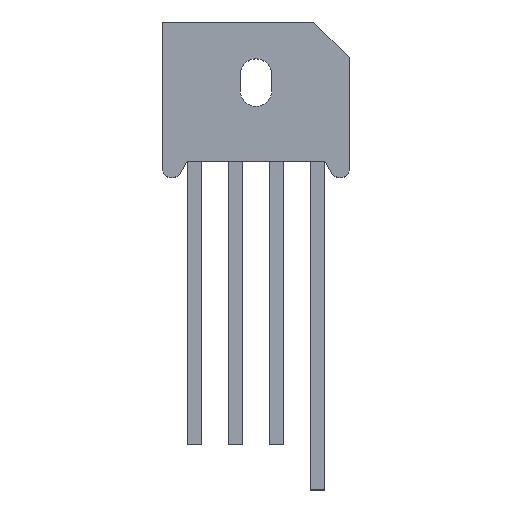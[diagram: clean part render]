
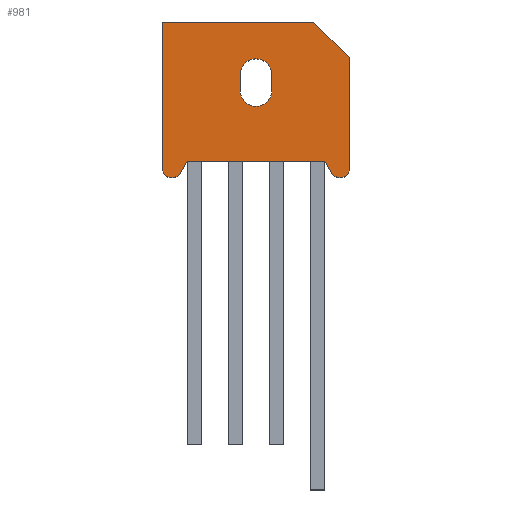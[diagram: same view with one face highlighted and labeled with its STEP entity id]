
A CAD part, top view. The second image highlights one B-rep face of the part: STEP entity #981.
In plain terms, the highlighted planar face has unit normal (0, 0, 1).
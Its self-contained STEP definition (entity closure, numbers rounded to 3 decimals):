
#11 = LINE ( 'NONE', #1534, #1215 ) ;
#18 = CARTESIAN_POINT ( 'NONE',  ( -10.289, -4.896, 3.425 ) ) ;
#20 = EDGE_CURVE ( 'NONE', #351, #1393, #504, .T. ) ;
#38 = VECTOR ( 'NONE', #1198, 1000. ) ;
#50 = EDGE_CURVE ( 'NONE', #959, #1092, #1316, .T. ) ;
#57 = EDGE_CURVE ( 'NONE', #254, #1397, #1623, .T. ) ;
#62 = AXIS2_PLACEMENT_3D ( 'NONE', #681, #1360, #921 ) ;
#70 = EDGE_LOOP ( 'NONE', ( #1232, #1060, #1324, #989 ) ) ;
#79 = EDGE_CURVE ( 'NONE', #1741, #1646, #803, .T. ) ;
#86 = CARTESIAN_POINT ( 'NONE',  ( 10.289, -3.896, 3.425 ) ) ;
#91 = CARTESIAN_POINT ( 'NONE',  ( 11.6, -3.896, 3.425 ) ) ;
#103 = FACE_OUTER_BOUND ( 'NONE', #1434, .T. ) ;
#111 = DIRECTION ( 'NONE',  ( 0., -1., 0. ) ) ;
#117 = CARTESIAN_POINT ( 'NONE',  ( 0., 0., 3.425 ) ) ;
#121 = VERTEX_POINT ( 'NONE', #683 ) ;
#128 = DIRECTION ( 'NONE',  ( 1., 0., 0. ) ) ;
#134 = LINE ( 'NONE', #557, #174 ) ;
#142 = CARTESIAN_POINT ( 'NONE',  ( 0., 14.404, 3.425 ) ) ;
#147 = CARTESIAN_POINT ( 'NONE',  ( 11.6, 9.954, 3.425 ) ) ;
#158 = EDGE_CURVE ( 'NONE', #293, #959, #955, .T. ) ;
#166 = VECTOR ( 'NONE', #180, 1000. ) ;
#167 = EDGE_CURVE ( 'NONE', #121, #924, #418, .T. ) ;
#174 = VECTOR ( 'NONE', #111, 1000. ) ;
#180 = DIRECTION ( 'NONE',  ( 0.5, 0.866, 0. ) ) ;
#202 = VECTOR ( 'NONE', #836, 1000. ) ;
#222 = CARTESIAN_POINT ( 'NONE',  ( 8.559, -2.899, 3.425 ) ) ;
#228 = DIRECTION ( 'NONE',  ( -0.5, 0.866, 0. ) ) ;
#235 = CARTESIAN_POINT ( 'NONE',  ( -1.975, 7.854, 3.425 ) ) ;
#237 = DIRECTION ( 'NONE',  ( 0.707, -0.707, 0. ) ) ;
#254 = VERTEX_POINT ( 'NONE', #825 ) ;
#262 = CARTESIAN_POINT ( 'NONE',  ( 10.777, 10.777, 3.425 ) ) ;
#270 = FACE_BOUND ( 'NONE', #70, .T. ) ;
#293 = VERTEX_POINT ( 'NONE', #147 ) ;
#296 = DIRECTION ( 'NONE',  ( 0., -1., 0. ) ) ;
#299 = CARTESIAN_POINT ( 'NONE',  ( 1.975, 7.854, 3.425 ) ) ;
#304 = CARTESIAN_POINT ( 'NONE',  ( -5.164, 2.981, 3.425 ) ) ;
#344 = DIRECTION ( 'NONE',  ( 0., 0., 1. ) ) ;
#351 = VERTEX_POINT ( 'NONE', #1388 ) ;
#352 = CARTESIAN_POINT ( 'NONE',  ( 0., 5.904, 3.425 ) ) ;
#353 = VERTEX_POINT ( 'NONE', #696 ) ;
#358 = VECTOR ( 'NONE', #1652, 1000. ) ;
#362 = DIRECTION ( 'NONE',  ( 0., 0., -1. ) ) ;
#381 = DIRECTION ( 'NONE',  ( 1., 0., 0. ) ) ;
#418 = LINE ( 'NONE', #142, #1377 ) ;
#432 = CIRCLE ( 'NONE', #1443, 1. ) ;
#464 = ORIENTED_EDGE ( 'NONE', *, *, #1275, .F. ) ;
#469 = LINE ( 'NONE', #304, #166 ) ;
#478 = DIRECTION ( 'NONE',  ( 1., 0., 0. ) ) ;
#485 = ORIENTED_EDGE ( 'NONE', *, *, #945, .T. ) ;
#498 = DIRECTION ( 'NONE',  ( 1., 0., 0. ) ) ;
#504 = CIRCLE ( 'NONE', #899, 1.975 ) ;
#531 = CARTESIAN_POINT ( 'NONE',  ( 0., -4.896, 3.425 ) ) ;
#532 = VERTEX_POINT ( 'NONE', #1779 ) ;
#556 = AXIS2_PLACEMENT_3D ( 'NONE', #117, #1350, #1221 ) ;
#557 = CARTESIAN_POINT ( 'NONE',  ( 1.975, 0., 3.425 ) ) ;
#566 = CARTESIAN_POINT ( 'NONE',  ( 9.423, -4.396, 3.425 ) ) ;
#575 = ORIENTED_EDGE ( 'NONE', *, *, #1270, .F. ) ;
#579 = AXIS2_PLACEMENT_3D ( 'NONE', #1044, #598, #1109 ) ;
#598 = DIRECTION ( 'NONE',  ( 0., 0., 1. ) ) ;
#603 = EDGE_CURVE ( 'NONE', #1022, #743, #1349, .T. ) ;
#625 = ORIENTED_EDGE ( 'NONE', *, *, #79, .T. ) ;
#645 = CIRCLE ( 'NONE', #1729, 1. ) ;
#671 = CARTESIAN_POINT ( 'NONE',  ( 10.6, -4.896, 3.425 ) ) ;
#674 = ORIENTED_EDGE ( 'NONE', *, *, #980, .F. ) ;
#681 = CARTESIAN_POINT ( 'NONE',  ( -10.6, -3.896, 3.425 ) ) ;
#683 = CARTESIAN_POINT ( 'NONE',  ( -11.6, 14.404, 3.425 ) ) ;
#696 = CARTESIAN_POINT ( 'NONE',  ( 10.289, -4.896, 3.425 ) ) ;
#722 = EDGE_CURVE ( 'NONE', #1142, #1646, #911, .T. ) ;
#725 = ORIENTED_EDGE ( 'NONE', *, *, #158, .F. ) ;
#726 = ORIENTED_EDGE ( 'NONE', *, *, #167, .F. ) ;
#743 = VERTEX_POINT ( 'NONE', #235 ) ;
#751 = EDGE_CURVE ( 'NONE', #743, #351, #11, .T. ) ;
#803 = LINE ( 'NONE', #1050, #38 ) ;
#806 = DIRECTION ( 'NONE',  ( 0., 0., -1. ) ) ;
#811 = CARTESIAN_POINT ( 'NONE',  ( -8.559, -2.899, 3.425 ) ) ;
#813 = VECTOR ( 'NONE', #237, 1000. ) ;
#825 = CARTESIAN_POINT ( 'NONE',  ( -10.6, -4.896, 3.425 ) ) ;
#836 = DIRECTION ( 'NONE',  ( 0., -1., 0. ) ) ;
#848 = EDGE_CURVE ( 'NONE', #1142, #353, #432, .T. ) ;
#899 = AXIS2_PLACEMENT_3D ( 'NONE', #352, #1595, #381 ) ;
#911 = LINE ( 'NONE', #1469, #1123 ) ;
#919 = CARTESIAN_POINT ( 'NONE',  ( -11.6, -3.896, 3.425 ) ) ;
#921 = DIRECTION ( 'NONE',  ( 1., 0., 0. ) ) ;
#924 = VERTEX_POINT ( 'NONE', #1239 ) ;
#944 = LINE ( 'NONE', #262, #813 ) ;
#945 = EDGE_CURVE ( 'NONE', #1594, #254, #1686, .T. ) ;
#947 = VECTOR ( 'NONE', #1635, 1000. ) ;
#955 = LINE ( 'NONE', #1643, #358 ) ;
#959 = VERTEX_POINT ( 'NONE', #91 ) ;
#980 = EDGE_CURVE ( 'NONE', #924, #293, #944, .T. ) ;
#981 = ADVANCED_FACE ( 'NONE', ( #103, #270 ), #1511, .T. ) ;
#989 = ORIENTED_EDGE ( 'NONE', *, *, #1063, .T. ) ;
#1022 = VERTEX_POINT ( 'NONE', #299 ) ;
#1031 = ORIENTED_EDGE ( 'NONE', *, *, #1145, .T. ) ;
#1038 = DIRECTION ( 'NONE',  ( 1., 0., 0. ) ) ;
#1044 = CARTESIAN_POINT ( 'NONE',  ( 0., 7.854, 3.425 ) ) ;
#1050 = CARTESIAN_POINT ( 'NONE',  ( 0., -2.899, 3.425 ) ) ;
#1060 = ORIENTED_EDGE ( 'NONE', *, *, #751, .F. ) ;
#1061 = CARTESIAN_POINT ( 'NONE',  ( -10.289, -3.896, 3.425 ) ) ;
#1063 = EDGE_CURVE ( 'NONE', #1022, #1393, #134, .T. ) ;
#1092 = VERTEX_POINT ( 'NONE', #671 ) ;
#1105 = CARTESIAN_POINT ( 'NONE',  ( -11.6, 0., 3.425 ) ) ;
#1109 = DIRECTION ( 'NONE',  ( 1., 0., 0. ) ) ;
#1123 = VECTOR ( 'NONE', #228, 1000. ) ;
#1142 = VERTEX_POINT ( 'NONE', #566 ) ;
#1145 = EDGE_CURVE ( 'NONE', #121, #1594, #1636, .T. ) ;
#1198 = DIRECTION ( 'NONE',  ( 1., 0., 0. ) ) ;
#1215 = VECTOR ( 'NONE', #296, 1000. ) ;
#1221 = DIRECTION ( 'NONE',  ( 1., 0., 0. ) ) ;
#1232 = ORIENTED_EDGE ( 'NONE', *, *, #20, .F. ) ;
#1239 = CARTESIAN_POINT ( 'NONE',  ( 7.15, 14.404, 3.425 ) ) ;
#1270 = EDGE_CURVE ( 'NONE', #532, #1397, #645, .T. ) ;
#1275 = EDGE_CURVE ( 'NONE', #1092, #353, #1372, .T. ) ;
#1316 = CIRCLE ( 'NONE', #1689, 1. ) ;
#1324 = ORIENTED_EDGE ( 'NONE', *, *, #603, .F. ) ;
#1349 = CIRCLE ( 'NONE', #579, 1.975 ) ;
#1350 = DIRECTION ( 'NONE',  ( 0., 0., 1. ) ) ;
#1360 = DIRECTION ( 'NONE',  ( 0., 0., 1. ) ) ;
#1372 = LINE ( 'NONE', #531, #947 ) ;
#1377 = VECTOR ( 'NONE', #128, 1000. ) ;
#1388 = CARTESIAN_POINT ( 'NONE',  ( -1.975, 5.904, 3.425 ) ) ;
#1393 = VERTEX_POINT ( 'NONE', #1561 ) ;
#1397 = VERTEX_POINT ( 'NONE', #18 ) ;
#1409 = ORIENTED_EDGE ( 'NONE', *, *, #50, .F. ) ;
#1434 = EDGE_LOOP ( 'NONE', ( #1409, #725, #674, #726, #1031, #485, #1684, #575, #1548, #625, #1728, #1756, #464 ) ) ;
#1443 = AXIS2_PLACEMENT_3D ( 'NONE', #86, #344, #478 ) ;
#1469 = CARTESIAN_POINT ( 'NONE',  ( 5.164, 2.981, 3.425 ) ) ;
#1484 = CARTESIAN_POINT ( 'NONE',  ( 0., -4.896, 3.425 ) ) ;
#1511 = PLANE ( 'NONE',  #556 ) ;
#1534 = CARTESIAN_POINT ( 'NONE',  ( -1.975, 0., 3.425 ) ) ;
#1543 = EDGE_CURVE ( 'NONE', #532, #1741, #469, .T. ) ;
#1548 = ORIENTED_EDGE ( 'NONE', *, *, #1543, .T. ) ;
#1561 = CARTESIAN_POINT ( 'NONE',  ( 1.975, 5.904, 3.425 ) ) ;
#1594 = VERTEX_POINT ( 'NONE', #919 ) ;
#1595 = DIRECTION ( 'NONE',  ( 0., 0., 1. ) ) ;
#1623 = LINE ( 'NONE', #1484, #1743 ) ;
#1635 = DIRECTION ( 'NONE',  ( -1., 0., 0. ) ) ;
#1636 = LINE ( 'NONE', #1105, #202 ) ;
#1643 = CARTESIAN_POINT ( 'NONE',  ( 11.6, 0., 3.425 ) ) ;
#1646 = VERTEX_POINT ( 'NONE', #222 ) ;
#1652 = DIRECTION ( 'NONE',  ( 0., -1., 0. ) ) ;
#1684 = ORIENTED_EDGE ( 'NONE', *, *, #57, .T. ) ;
#1686 = CIRCLE ( 'NONE', #62, 1. ) ;
#1689 = AXIS2_PLACEMENT_3D ( 'NONE', #1735, #362, #498 ) ;
#1728 = ORIENTED_EDGE ( 'NONE', *, *, #722, .F. ) ;
#1729 = AXIS2_PLACEMENT_3D ( 'NONE', #1061, #806, #1776 ) ;
#1735 = CARTESIAN_POINT ( 'NONE',  ( 10.6, -3.896, 3.425 ) ) ;
#1741 = VERTEX_POINT ( 'NONE', #811 ) ;
#1743 = VECTOR ( 'NONE', #1038, 1000. ) ;
#1756 = ORIENTED_EDGE ( 'NONE', *, *, #848, .T. ) ;
#1776 = DIRECTION ( 'NONE',  ( 1., 0., 0. ) ) ;
#1779 = CARTESIAN_POINT ( 'NONE',  ( -9.423, -4.396, 3.425 ) ) ;
